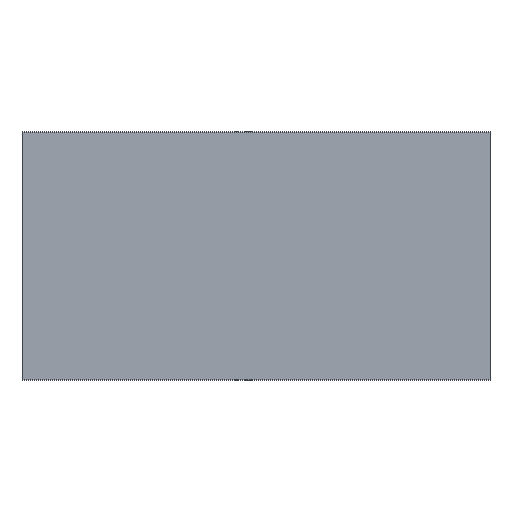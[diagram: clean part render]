
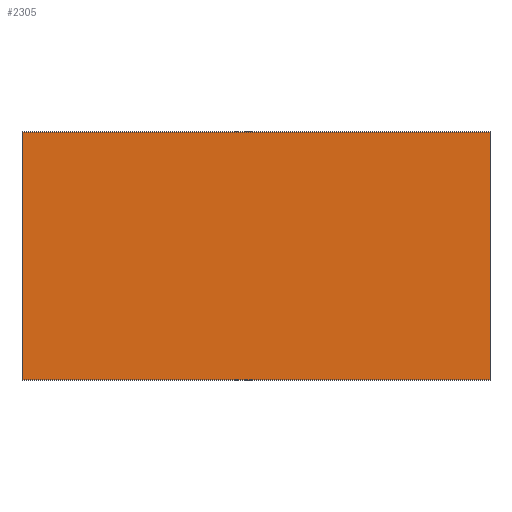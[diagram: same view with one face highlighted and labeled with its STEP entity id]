
A CAD part, front view. The second image highlights one B-rep face of the part: STEP entity #2305.
In plain terms, the highlighted planar face has unit normal (0, -1, 0).
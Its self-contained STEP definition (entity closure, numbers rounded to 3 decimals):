
#932 = VERTEX_POINT('',#933);
#933 = CARTESIAN_POINT('',(47.05,-3.5,0.1));
#940 = EDGE_CURVE('',#932,#941,#943,.T.);
#941 = VERTEX_POINT('',#942);
#942 = CARTESIAN_POINT('',(47.05,-3.5,49.9));
#943 = LINE('',#944,#945);
#944 = CARTESIAN_POINT('',(47.05,-3.5,0.));
#945 = VECTOR('',#946,1.);
#946 = DIRECTION('',(0.,0.,1.));
#2260 = EDGE_CURVE('',#941,#2261,#2263,.T.);
#2261 = VERTEX_POINT('',#2262);
#2262 = CARTESIAN_POINT('',(-46.95,-3.5,49.9));
#2263 = LINE('',#2264,#2265);
#2264 = CARTESIAN_POINT('',(47.05,-3.5,49.9));
#2265 = VECTOR('',#2266,1.);
#2266 = DIRECTION('',(-1.,0.,0.));
#2305 = ADVANCED_FACE('',(#2306),#2324,.F.);
#2306 = FACE_BOUND('',#2307,.F.);
#2307 = EDGE_LOOP('',(#2308,#2309,#2317,#2323));
#2308 = ORIENTED_EDGE('',*,*,#940,.F.);
#2309 = ORIENTED_EDGE('',*,*,#2310,.T.);
#2310 = EDGE_CURVE('',#932,#2311,#2313,.T.);
#2311 = VERTEX_POINT('',#2312);
#2312 = CARTESIAN_POINT('',(-46.95,-3.5,0.1));
#2313 = LINE('',#2314,#2315);
#2314 = CARTESIAN_POINT('',(47.05,-3.5,0.1));
#2315 = VECTOR('',#2316,1.);
#2316 = DIRECTION('',(-1.,0.,0.));
#2317 = ORIENTED_EDGE('',*,*,#2318,.T.);
#2318 = EDGE_CURVE('',#2311,#2261,#2319,.T.);
#2319 = LINE('',#2320,#2321);
#2320 = CARTESIAN_POINT('',(-46.95,-3.5,0.));
#2321 = VECTOR('',#2322,1.);
#2322 = DIRECTION('',(0.,0.,1.));
#2323 = ORIENTED_EDGE('',*,*,#2260,.F.);
#2324 = PLANE('',#2325);
#2325 = AXIS2_PLACEMENT_3D('',#2326,#2327,#2328);
#2326 = CARTESIAN_POINT('',(47.05,-3.5,0.));
#2327 = DIRECTION('',(0.,1.,0.));
#2328 = DIRECTION('',(0.,0.,1.));
